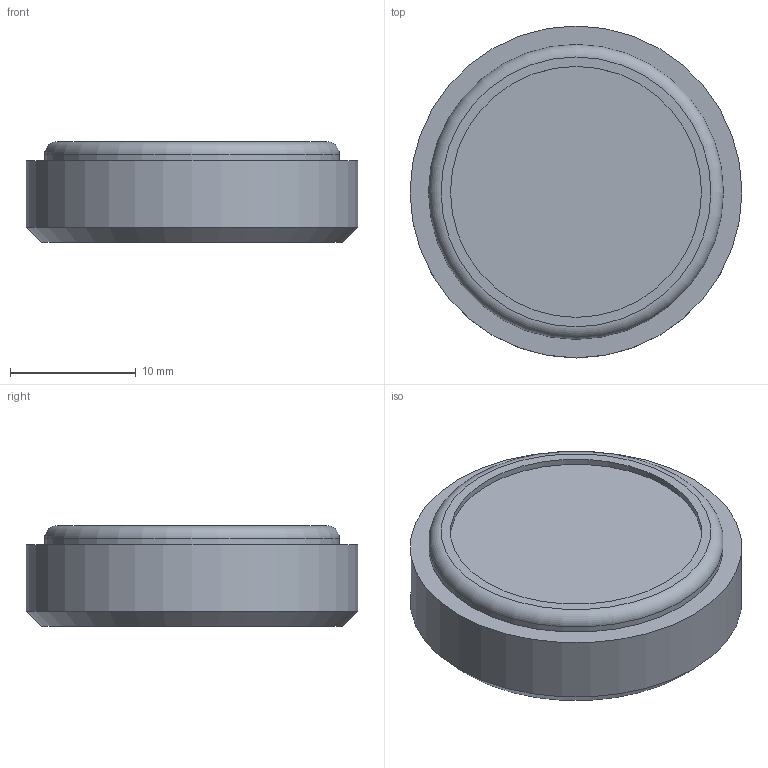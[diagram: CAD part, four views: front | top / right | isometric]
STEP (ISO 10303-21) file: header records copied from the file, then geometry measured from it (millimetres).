
FILE_DESCRIPTION(/* description */ (''),/* implementation_level */ '2;1');
FILE_NAME(/* name */ '303076_SP_G34_13.10.16',/* time_stamp */ '2016-10-13T09:19:16+02:00',/* author */ (''),/* organization */ (''),/* preprocessor_version */ 'ST-DEVELOPER v16.5',/* originating_system */ 'HiCAD 2016 2101.0 Build 254',/* authorisation */ '');
FILE_SCHEMA (('AUTOMOTIVE_DESIGN { 1 0 10303 214 1 1 1 1 }'));
Length unit declared in the file: millimetre
Products named in the file (3): Root; 303075; ROTATIONSTEIL_0
Assembly tree (2 placements, depth 3):
  Root
    303075
      ROTATIONSTEIL_0
Bounding box: 26.44 x 26.44 x 8 mm (x, y, z)
Volume: 2855 mm3; surface area: 2785.9 mm2
Topology: 2 solids, 2 shells, 17 faces, 30 edges, 20 vertices
Faces by surface type: plane 7, cylinder 6, torus 3, cone 1
Full cylindrical faces by diameter (mm): 19 x1, 20 x1, 22.5 x2, 23.5 x1, 26.441 x1
Entity records: 558 total; most frequent: DIRECTION 74, CARTESIAN_POINT 53, AXIS2_PLACEMENT_3D 37, PRESENTATION_STYLE_ASSIGNMENT 34, COLOUR_RGB 34, DRAUGHTING_PRE_DEFINED_CURVE_FONT 32, CURVE_STYLE 32, OVER_RIDING_STYLED_ITEM 32
